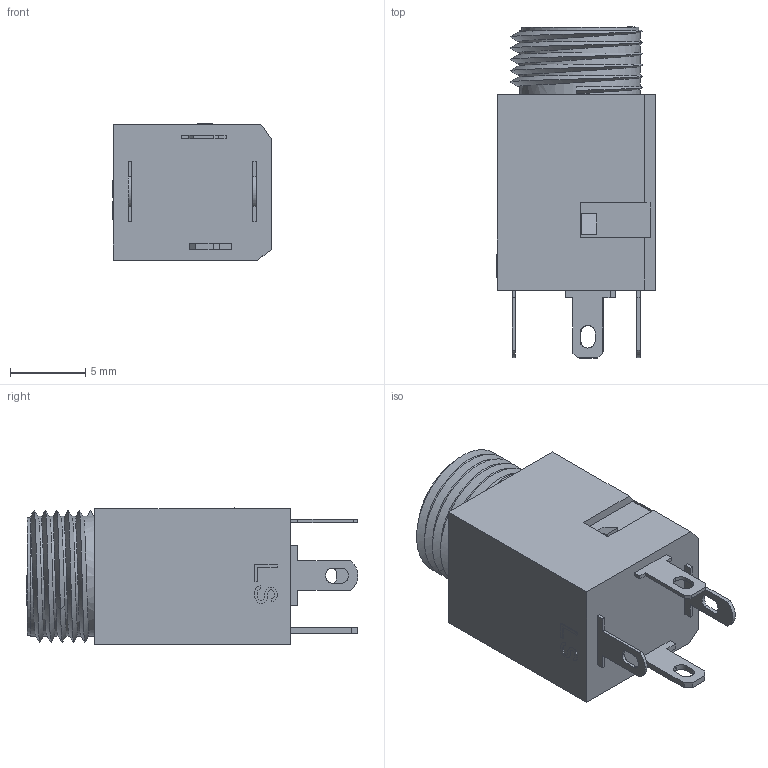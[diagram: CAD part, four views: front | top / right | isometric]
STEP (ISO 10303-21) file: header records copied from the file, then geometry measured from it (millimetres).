
FILE_DESCRIPTION(('HOOPS Exchange Step'),'2;1');
FILE_NAME('temp_export','2025-06-30T11:02:01+08:00',('swooo'),('Shapr3D Limited'),'HOOPS Exchange 2024.8','Shapr3D','Authorized');
FILE_SCHEMA( ('AP242_MANAGED_MODEL_BASED_3D_ENGINEERING_MIM_LF {1 0 10303 442 1 1 4}') );
Length unit declared in the file: millimetre
Products named in the file (2): LJE0352-4R (3) (1).step; root
Assembly tree (1 placements, depth 2):
  root
    LJE0352-4R (3) (1).step
Bounding box: 10.55 x 22.08 x 9.05 mm (x, y, z)
Volume: 1428.4 mm3; surface area: 1086.4 mm2
Topology: 1 solids, 1 shells, 195 faces, 564 edges, 372 vertices
Faces by surface type: plane 158, bspline 36, cylinder 1
Entity records: 14874 total; most frequent: CARTESIAN_POINT 9974, ORIENTED_EDGE 1122, DIRECTION 794, EDGE_CURVE 561, VECTOR 466, LINE 466, VERTEX_POINT 372, EDGE_LOOP 221
